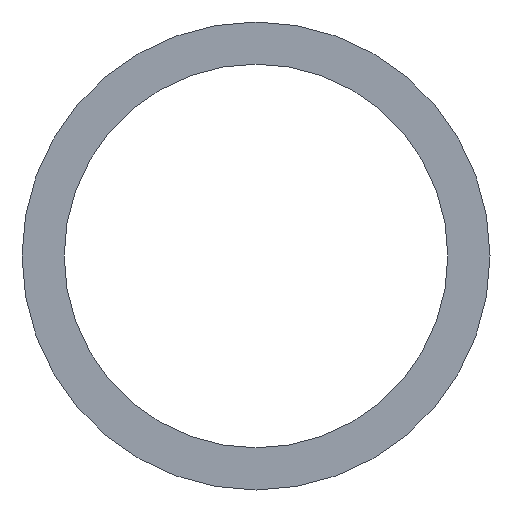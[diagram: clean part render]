
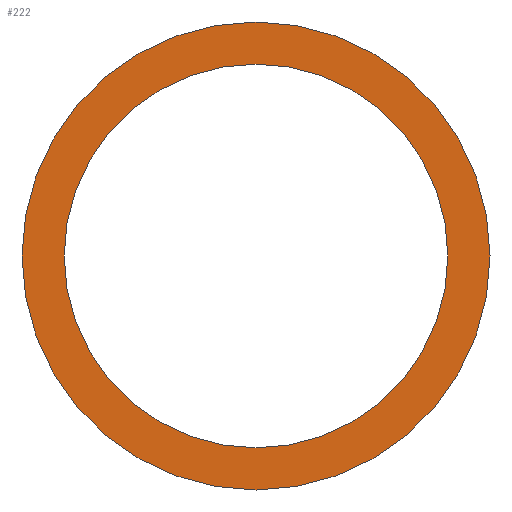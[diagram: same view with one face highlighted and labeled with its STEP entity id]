
A CAD part, front view. The second image highlights one B-rep face of the part: STEP entity #222.
In plain terms, the highlighted planar face has unit normal (0, -1, 0).
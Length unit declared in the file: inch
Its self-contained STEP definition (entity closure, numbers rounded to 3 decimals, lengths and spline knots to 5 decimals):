
#3 = ORIENTED_EDGE ( 'NONE', *, *, #237, .T. ) ;
#5 = CARTESIAN_POINT ( 'NONE',  ( 0., 0., -0.40985 ) ) ;
#13 = DIRECTION ( 'NONE',  ( 0., 1., 0. ) ) ;
#23 = VERTEX_POINT ( 'NONE', #71 ) ;
#32 = ORIENTED_EDGE ( 'NONE', *, *, #231, .F. ) ;
#38 = CARTESIAN_POINT ( 'NONE',  ( 0., 0., 0. ) ) ;
#41 = PLANE ( 'NONE',  #180 ) ;
#42 = CARTESIAN_POINT ( 'NONE',  ( 0., 0., 0. ) ) ;
#49 = ORIENTED_EDGE ( 'NONE', *, *, #161, .T. ) ;
#71 = CARTESIAN_POINT ( 'NONE',  ( 0., 0., 0.49985 ) ) ;
#81 = DIRECTION ( 'NONE',  ( 0., 1., 0. ) ) ;
#97 = CARTESIAN_POINT ( 'NONE',  ( 0., 0., 0. ) ) ;
#99 = VERTEX_POINT ( 'NONE', #5 ) ;
#101 = DIRECTION ( 'NONE',  ( 0., 0., 1. ) ) ;
#103 = CIRCLE ( 'NONE', #212, 0.40985 ) ;
#112 = DIRECTION ( 'NONE',  ( 0., 1., 0. ) ) ;
#113 = DIRECTION ( 'NONE',  ( 0., 0., 1. ) ) ;
#138 = VERTEX_POINT ( 'NONE', #206 ) ;
#145 = EDGE_LOOP ( 'NONE', ( #159, #32 ) ) ;
#154 = FACE_BOUND ( 'NONE', #189, .T. ) ;
#159 = ORIENTED_EDGE ( 'NONE', *, *, #247, .F. ) ;
#161 = EDGE_CURVE ( 'NONE', #99, #216, #103, .T. ) ;
#168 = FACE_OUTER_BOUND ( 'NONE', #145, .T. ) ;
#169 = AXIS2_PLACEMENT_3D ( 'NONE', #214, #13, #241 ) ;
#172 = AXIS2_PLACEMENT_3D ( 'NONE', #174, #177, #213 ) ;
#174 = CARTESIAN_POINT ( 'NONE',  ( 0., 0., 0. ) ) ;
#177 = DIRECTION ( 'NONE',  ( 0., 1., 0. ) ) ;
#180 = AXIS2_PLACEMENT_3D ( 'NONE', #38, #249, #195 ) ;
#183 = AXIS2_PLACEMENT_3D ( 'NONE', #97, #112, #113 ) ;
#187 = CIRCLE ( 'NONE', #172, 0.40985 ) ;
#189 = EDGE_LOOP ( 'NONE', ( #49, #3 ) ) ;
#193 = CIRCLE ( 'NONE', #169, 0.49985 ) ;
#195 = DIRECTION ( 'NONE',  ( 0., 0., 1. ) ) ;
#206 = CARTESIAN_POINT ( 'NONE',  ( 0., 0., -0.49985 ) ) ;
#212 = AXIS2_PLACEMENT_3D ( 'NONE', #42, #81, #101 ) ;
#213 = DIRECTION ( 'NONE',  ( 0., 0., 1. ) ) ;
#214 = CARTESIAN_POINT ( 'NONE',  ( 0., 0., 0. ) ) ;
#216 = VERTEX_POINT ( 'NONE', #248 ) ;
#222 = ADVANCED_FACE ( 'NONE', ( #168, #154 ), #41, .F. ) ;
#231 = EDGE_CURVE ( 'NONE', #23, #138, #233, .T. ) ;
#233 = CIRCLE ( 'NONE', #183, 0.49985 ) ;
#237 = EDGE_CURVE ( 'NONE', #216, #99, #187, .T. ) ;
#241 = DIRECTION ( 'NONE',  ( 0., 0., 1. ) ) ;
#247 = EDGE_CURVE ( 'NONE', #138, #23, #193, .T. ) ;
#248 = CARTESIAN_POINT ( 'NONE',  ( 0., 0., 0.40985 ) ) ;
#249 = DIRECTION ( 'NONE',  ( 0., 1., 0. ) ) ;
